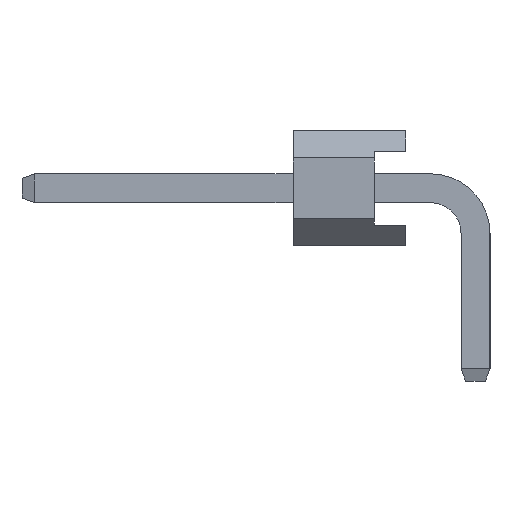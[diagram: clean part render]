
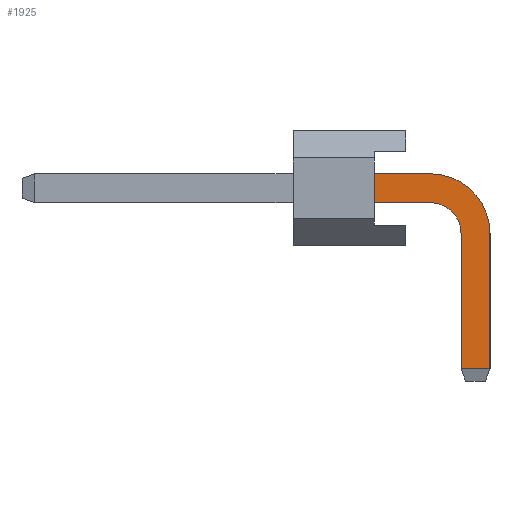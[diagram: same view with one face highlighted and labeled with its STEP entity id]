
A CAD part, left-side view. The second image highlights one B-rep face of the part: STEP entity #1925.
In plain terms, the highlighted planar face has unit normal (-1, 0, 0).
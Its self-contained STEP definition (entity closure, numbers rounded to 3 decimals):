
#1925=ADVANCED_FACE('',(#5341),#5343,.T.);
#5341=FACE_BOUND('',#5342,.T.);
#5342=EDGE_LOOP('',(#8113,#8114,#8115,#8116,#8117,#8118,#8119,#8120));
#5343=PLANE('',#5344);
#5344=AXIS2_PLACEMENT_3D('',#5345,#5346,#5347);
#5345=CARTESIAN_POINT('',(-0.32,0.32,-3.));
#5346=DIRECTION('',(-1.,0.,0.));
#5347=DIRECTION('',(0.,-1.,0.));
#8113=ORIENTED_EDGE('',*,*,#9765,.T.);
#8114=ORIENTED_EDGE('',*,*,#9766,.T.);
#8115=ORIENTED_EDGE('',*,*,#9767,.T.);
#8116=ORIENTED_EDGE('',*,*,#9768,.T.);
#8117=ORIENTED_EDGE('',*,*,#9229,.T.);
#8118=ORIENTED_EDGE('',*,*,#9769,.F.);
#8119=ORIENTED_EDGE('',*,*,#9770,.F.);
#8120=ORIENTED_EDGE('',*,*,#9771,.F.);
#9229=EDGE_CURVE('',#10561,#10562,#10563,.T.);
#9765=EDGE_CURVE('',#11401,#11402,#11403,.T.);
#9766=EDGE_CURVE('',#11402,#11404,#11405,.T.);
#9767=EDGE_CURVE('',#11404,#11406,#11407,.T.);
#9768=EDGE_CURVE('',#11406,#10561,#11408,.T.);
#9769=EDGE_CURVE('',#11409,#10562,#11410,.T.);
#9770=EDGE_CURVE('',#11411,#11409,#11412,.T.);
#9771=EDGE_CURVE('',#11401,#11411,#11413,.T.);
#10561=VERTEX_POINT('',#12833);
#10562=VERTEX_POINT('',#12834);
#10563=LINE('',#12835,#12836);
#11401=VERTEX_POINT('',#14793);
#11402=VERTEX_POINT('',#14794);
#11403=LINE('',#14795,#14796);
#11404=VERTEX_POINT('',#14798);
#11405=LINE('',#14799,#14800);
#11406=VERTEX_POINT('',#14802);
#11407=CIRCLE('',#14803,1.32);
#11408=LINE('',#14807,#14808);
#11409=VERTEX_POINT('',#14810);
#11410=LINE('',#14811,#14812);
#11411=VERTEX_POINT('',#14814);
#11412=CIRCLE('',#14815,0.68);
#11413=LINE('',#14819,#14820);
#12833=CARTESIAN_POINT('',(-0.32,2.24,1.59));
#12834=CARTESIAN_POINT('',(-0.32,2.24,0.95));
#12835=CARTESIAN_POINT('',(-0.32,2.24,1.59));
#12836=VECTOR('',#12837,1.);
#12837=DIRECTION('',(0.,0.,-1.));
#14793=CARTESIAN_POINT('',(-0.32,0.32,-2.725));
#14794=CARTESIAN_POINT('',(-0.32,-0.32,-2.725));
#14795=CARTESIAN_POINT('',(-0.32,0.32,-2.725));
#14796=VECTOR('',#14797,1.);
#14797=DIRECTION('',(0.,-1.,0.));
#14798=CARTESIAN_POINT('',(-0.32,-0.32,0.27));
#14799=CARTESIAN_POINT('',(-0.32,-0.32,-2.725));
#14800=VECTOR('',#14801,1.);
#14801=DIRECTION('',(0.,0.,1.));
#14802=CARTESIAN_POINT('',(-0.32,1.,1.59));
#14803=AXIS2_PLACEMENT_3D('',#14804,#14805,#14806);
#14804=CARTESIAN_POINT('',(-0.32,1.,0.27));
#14805=DIRECTION('',(-1.,-0.,0.));
#14806=DIRECTION('',(0.,-1.,0.));
#14807=CARTESIAN_POINT('',(-0.32,1.,1.59));
#14808=VECTOR('',#14809,1.);
#14809=DIRECTION('',(0.,1.,0.));
#14810=CARTESIAN_POINT('',(-0.32,1.,0.95));
#14811=CARTESIAN_POINT('',(-0.32,1.,0.95));
#14812=VECTOR('',#14813,1.);
#14813=DIRECTION('',(0.,1.,0.));
#14814=CARTESIAN_POINT('',(-0.32,0.32,0.27));
#14815=AXIS2_PLACEMENT_3D('',#14816,#14817,#14818);
#14816=CARTESIAN_POINT('',(-0.32,1.,0.27));
#14817=DIRECTION('',(-1.,-0.,0.));
#14818=DIRECTION('',(0.,-1.,0.));
#14819=CARTESIAN_POINT('',(-0.32,0.32,-2.725));
#14820=VECTOR('',#14821,1.);
#14821=DIRECTION('',(0.,0.,1.));
